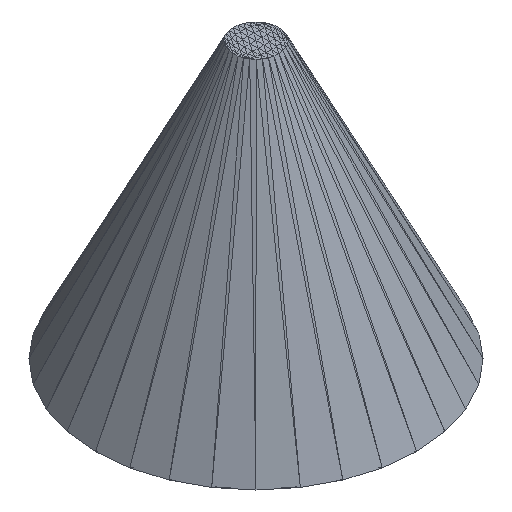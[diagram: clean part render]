
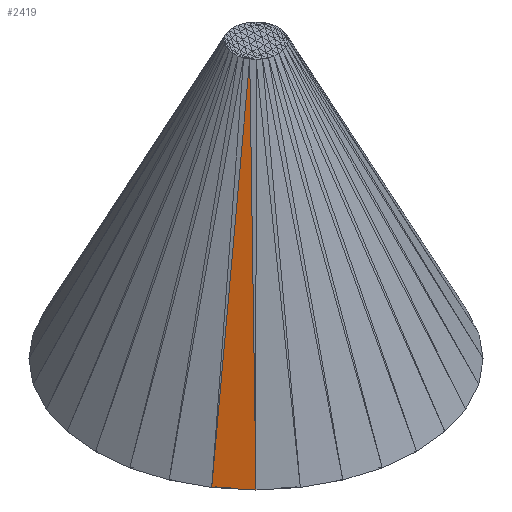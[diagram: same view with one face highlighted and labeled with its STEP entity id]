
A CAD part, isometric view. The second image highlights one B-rep face of the part: STEP entity #2419.
In plain terms, the highlighted planar face has unit normal (-0.692, -0.568, 0.446).
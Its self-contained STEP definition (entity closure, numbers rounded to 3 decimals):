
#2308 = VERTEX_POINT('',#2309);
#2309 = CARTESIAN_POINT('',(-0.707,-0.707,0.));
#2323 = PLANE('',#2324);
#2324 = AXIS2_PLACEMENT_3D('',#2325,#2326,#2327);
#2325 = CARTESIAN_POINT('',(-0.697,-0.697,0.));
#2326 = DIRECTION('',(-0.,-0.,-1.));
#2327 = DIRECTION('',(-1.,0.,0.));
#2350 = PLANE('',#2351);
#2351 = AXIS2_PLACEMENT_3D('',#2352,#2353,#2354);
#2352 = CARTESIAN_POINT('',(-0.406,-0.396,
    0.864));
#2353 = DIRECTION('',(-0.692,-0.568,0.445));
#2354 = DIRECTION('',(0.634,-0.773,0.)
  );
#2365 = EDGE_CURVE('',#2366,#2308,#2368,.T.);
#2366 = VERTEX_POINT('',#2367);
#2367 = CARTESIAN_POINT('',(-0.118,-0.079,
    1.716));
#2368 = SURFACE_CURVE('',#2369,(#2373,#2380),.PCURVE_S1.);
#2369 = LINE('',#2370,#2371);
#2370 = CARTESIAN_POINT('',(-0.118,-0.079,
    1.716));
#2371 = VECTOR('',#2372,1.);
#2372 = DIRECTION('',(-0.307,-0.327,-0.894));
#2373 = PCURVE('',#2350,#2374);
#2374 = DEFINITIONAL_REPRESENTATION('',(#2375),#2379);
#2375 = LINE('',#2376,#2377);
#2376 = CARTESIAN_POINT('',(-0.063,0.951));
#2377 = VECTOR('',#2378,1.);
#2378 = DIRECTION('',(0.058,-0.998));
#2379 = ( GEOMETRIC_REPRESENTATION_CONTEXT(2) 
PARAMETRIC_REPRESENTATION_CONTEXT() REPRESENTATION_CONTEXT('2D SPACE',''
  ) );
#2380 = PCURVE('',#2381,#2386);
#2381 = PLANE('',#2382);
#2382 = AXIS2_PLACEMENT_3D('',#2383,#2384,#2385);
#2383 = CARTESIAN_POINT('',(-0.46,-0.369,
    0.816));
#2384 = DIRECTION('',(-0.692,-0.568,0.445));
#2385 = DIRECTION('',(0.634,-0.773,0.));
#2386 = DEFINITIONAL_REPRESENTATION('',(#2387),#2391);
#2387 = LINE('',#2388,#2389);
#2388 = CARTESIAN_POINT('',(-0.007,1.005));
#2389 = VECTOR('',#2390,1.);
#2390 = DIRECTION('',(0.058,-0.998));
#2391 = ( GEOMETRIC_REPRESENTATION_CONTEXT(2) 
PARAMETRIC_REPRESENTATION_CONTEXT() REPRESENTATION_CONTEXT('2D SPACE',''
  ) );
#2419 = ADVANCED_FACE('',(#2420),#2381,.T.);
#2420 = FACE_BOUND('',#2421,.T.);
#2421 = EDGE_LOOP('',(#2422,#2445,#2446));
#2422 = ORIENTED_EDGE('',*,*,#2423,.T.);
#2423 = EDGE_CURVE('',#2424,#2308,#2426,.T.);
#2424 = VERTEX_POINT('',#2425);
#2425 = CARTESIAN_POINT('',(-0.831,-0.556,0.));
#2426 = SURFACE_CURVE('',#2427,(#2431,#2438),.PCURVE_S1.);
#2427 = LINE('',#2428,#2429);
#2428 = CARTESIAN_POINT('',(-0.831,-0.556,0.));
#2429 = VECTOR('',#2430,1.);
#2430 = DIRECTION('',(0.634,-0.773,0.));
#2431 = PCURVE('',#2381,#2432);
#2432 = DEFINITIONAL_REPRESENTATION('',(#2433),#2437);
#2433 = LINE('',#2434,#2435);
#2434 = CARTESIAN_POINT('',(-0.091,-0.912));
#2435 = VECTOR('',#2436,1.);
#2436 = DIRECTION('',(1.,0.));
#2437 = ( GEOMETRIC_REPRESENTATION_CONTEXT(2) 
PARAMETRIC_REPRESENTATION_CONTEXT() REPRESENTATION_CONTEXT('2D SPACE',''
  ) );
#2438 = PCURVE('',#2323,#2439);
#2439 = DEFINITIONAL_REPRESENTATION('',(#2440),#2444);
#2440 = LINE('',#2441,#2442);
#2441 = CARTESIAN_POINT('',(0.135,0.141));
#2442 = VECTOR('',#2443,1.);
#2443 = DIRECTION('',(-0.634,-0.773));
#2444 = ( GEOMETRIC_REPRESENTATION_CONTEXT(2) 
PARAMETRIC_REPRESENTATION_CONTEXT() REPRESENTATION_CONTEXT('2D SPACE',''
  ) );
#2445 = ORIENTED_EDGE('',*,*,#2365,.F.);
#2446 = ORIENTED_EDGE('',*,*,#2447,.T.);
#2447 = EDGE_CURVE('',#2366,#2424,#2448,.T.);
#2448 = SURFACE_CURVE('',#2449,(#2453,#2460),.PCURVE_S1.);
#2449 = LINE('',#2450,#2451);
#2450 = CARTESIAN_POINT('',(-0.118,-0.079,
    1.716));
#2451 = VECTOR('',#2452,1.);
#2452 = DIRECTION('',(-0.372,-0.248,-0.894));
#2453 = PCURVE('',#2381,#2454);
#2454 = DEFINITIONAL_REPRESENTATION('',(#2455),#2459);
#2455 = LINE('',#2456,#2457);
#2456 = CARTESIAN_POINT('',(-0.007,1.005));
#2457 = VECTOR('',#2458,1.);
#2458 = DIRECTION('',(-0.044,-0.999));
#2459 = ( GEOMETRIC_REPRESENTATION_CONTEXT(2) 
PARAMETRIC_REPRESENTATION_CONTEXT() REPRESENTATION_CONTEXT('2D SPACE',''
  ) );
#2460 = PCURVE('',#2461,#2466);
#2461 = PLANE('',#2462);
#2462 = AXIS2_PLACEMENT_3D('',#2463,#2464,#2465);
#2463 = CARTESIAN_POINT('',(-0.476,-0.309,
    0.864));
#2464 = DIRECTION('',(-0.79,-0.422,0.445));
#2465 = DIRECTION('',(-0.491,0.,-0.871));
#2466 = DEFINITIONAL_REPRESENTATION('',(#2467),#2471);
#2467 = LINE('',#2468,#2469);
#2468 = CARTESIAN_POINT('',(-0.917,-0.254));
#2469 = VECTOR('',#2470,1.);
#2470 = DIRECTION('',(0.962,0.274));
#2471 = ( GEOMETRIC_REPRESENTATION_CONTEXT(2) 
PARAMETRIC_REPRESENTATION_CONTEXT() REPRESENTATION_CONTEXT('2D SPACE',''
  ) );
